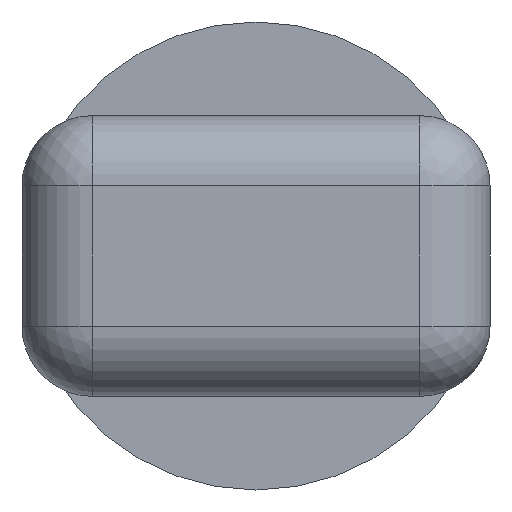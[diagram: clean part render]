
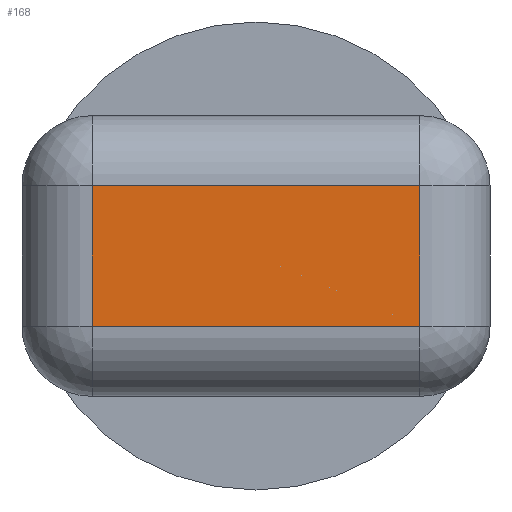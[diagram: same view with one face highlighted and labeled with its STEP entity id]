
A CAD part, front view. The second image highlights one B-rep face of the part: STEP entity #168.
In plain terms, the highlighted planar face has unit normal (0, -1, 0).
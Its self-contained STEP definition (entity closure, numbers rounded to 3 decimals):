
#168=ADVANCED_FACE('',(#457),#458,.T.);
#457=FACE_OUTER_BOUND('',#779,.T.);
#458=PLANE('',#780);
#779=EDGE_LOOP('',(#1887,#1888,#1889,#1890));
#780=AXIS2_PLACEMENT_3D('',#1891,#1892,#1893);
#1887=ORIENTED_EDGE('',*,*,#2226,.T.);
#1888=ORIENTED_EDGE('',*,*,#2221,.T.);
#1889=ORIENTED_EDGE('',*,*,#2233,.T.);
#1890=ORIENTED_EDGE('',*,*,#2230,.F.);
#1891=CARTESIAN_POINT('',(0.0,-13.0,0.0));
#1892=DIRECTION('',(0.0,-1.0,0.0));
#1893=DIRECTION('',(0.0,0.0,-1.0));
#2221=EDGE_CURVE('',#2584,#2566,#2699,.T.);
#2226=EDGE_CURVE('',#2578,#2584,#2706,.T.);
#2230=EDGE_CURVE('',#2578,#2572,#2711,.T.);
#2233=EDGE_CURVE('',#2566,#2572,#2714,.T.);
#2566=VERTEX_POINT('',#3254);
#2572=VERTEX_POINT('',#3260);
#2578=VERTEX_POINT('',#3266);
#2584=VERTEX_POINT('',#3272);
#2699=LINE('',#3424,#3425);
#2706=LINE('',#3453,#3454);
#2711=LINE('',#3460,#3461);
#2714=LINE('',#3464,#3465);
#3254=CARTESIAN_POINT('',(3.5,-13.0,-1.5));
#3260=CARTESIAN_POINT('',(3.5,-13.0,1.5));
#3266=CARTESIAN_POINT('',(-3.5,-13.0,1.5));
#3272=CARTESIAN_POINT('',(-3.5,-13.0,-1.5));
#3424=CARTESIAN_POINT('',(-3.5,-13.0,-1.5));
#3425=VECTOR('',#4484,7.0);
#3453=CARTESIAN_POINT('',(-3.5,-13.0,1.5));
#3454=VECTOR('',#4491,3.0);
#3460=CARTESIAN_POINT('',(-3.5,-13.0,1.5));
#3461=VECTOR('',#4499,7.0);
#3464=CARTESIAN_POINT('',(3.5,-13.0,-1.5));
#3465=VECTOR('',#4506,3.0);
#4484=DIRECTION('',(1.0,0.0,0.0));
#4491=DIRECTION('',(0.0,0.0,-1.0));
#4499=DIRECTION('',(1.0,0.0,0.0));
#4506=DIRECTION('',(0.0,0.0,1.0));
